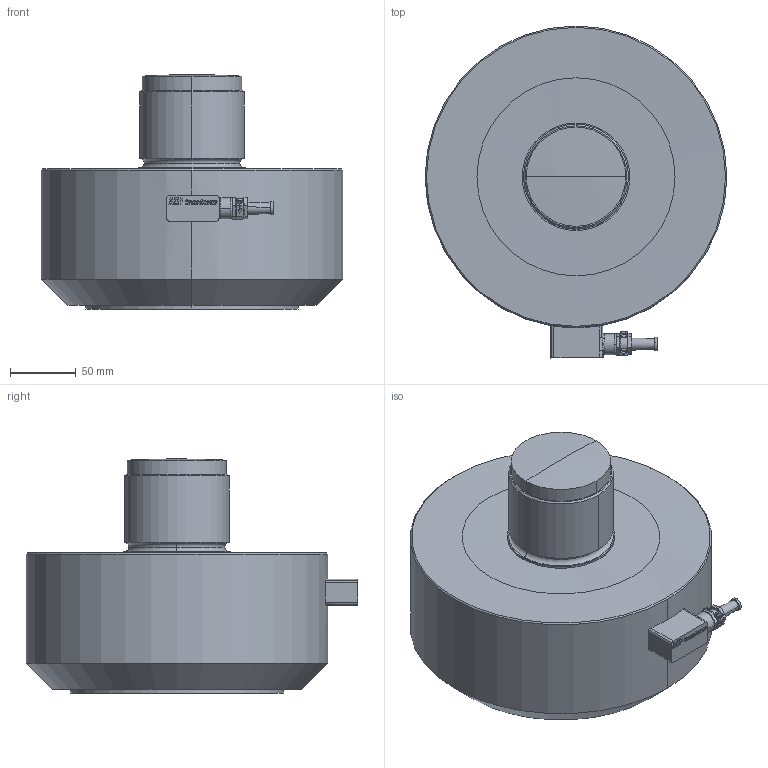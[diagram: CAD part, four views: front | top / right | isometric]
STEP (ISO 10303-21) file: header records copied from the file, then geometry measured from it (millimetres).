
FILE_DESCRIPTION(('STEP AP214'),'1');
FILE_NAME('KAL 500kN.stp','2015-05-18T10:19:56',(' '),(' '),'Spatial InterOp 3D',' ',' ');
FILE_SCHEMA(('automotive_design'));
Length unit declared in the file: metre
Products named in the file (1): 1
Bounding box: 230 x 253.09 x 178.87 mm (x, y, z)
Volume: 4358913 mm3; surface area: 187743.5 mm2
Topology: 1 solids, 1 shells, 305 faces, 814 edges, 532 vertices
Faces by surface type: plane 173, cylinder 50, extrusion 40, torus 20, cone 16, bspline 4, sphere 2
Entity records: 12814 total; most frequent: CARTESIAN_POINT 2912, ORIENTED_EDGE 1580, DIRECTION 1446, EDGE_CURVE 790, VECTOR 520, VERTEX_POINT 520, LINE 480, AXIS2_PLACEMENT_3D 463
